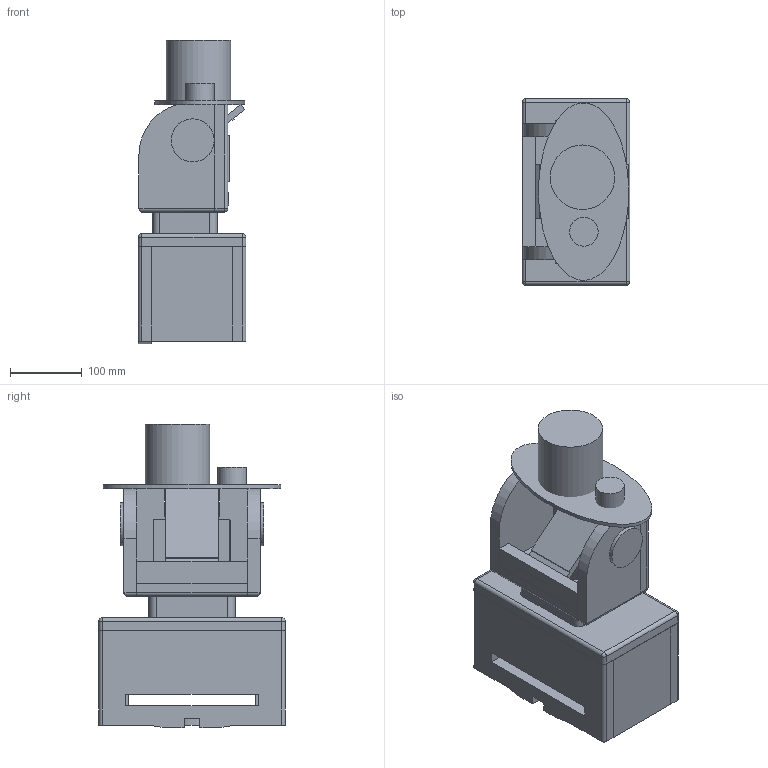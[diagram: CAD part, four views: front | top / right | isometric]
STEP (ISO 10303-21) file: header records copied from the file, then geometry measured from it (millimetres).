
FILE_DESCRIPTION(('FreeCAD Model'),'2;1');
FILE_NAME('robot_secondaire_sans_roue_sans_electronique.step','2018-10-23T22:44:14',('Author'),(''), 'Open CASCADE STEP processor 7.2','FreeCAD','Unknown');
FILE_SCHEMA(('AUTOMOTIVE_DESIGN { 1 0 10303 214 1 1 1 1 }'));
Length unit declared in the file: millimetre
Products named in the file (21): Arrêt_urgence; Support_balise; Bouche; Chapeau; Face_avant; T幨廧hone; Cou; Face_arriere; Collecteur_palets; Face_dessus; Dessous_tete; Avant_tete; Derriere_tete; Oreille001; Oreille; Oeil; Cote_tete; Corps_droite; Oeil001; Cote_tete005; Corps_droite001
Bounding box: 150.02 x 260 x 424 mm (x, y, z)
Volume: 4488306.7 mm3; surface area: 748754.6 mm2
Topology: 21 solids, 21 shells, 233 faces, 544 edges, 348 vertices
Faces by surface type: plane 183, cylinder 42, sphere 6, extrusion 2
Full cylindrical faces by diameter (mm): 16 x4, 40 x1, 48 x2, 60 x2, 90 x1
Entity records: 14080 total; most frequent: CARTESIAN_POINT 2436, DIRECTION 2125, VECTOR 1456, LINE 1454, ORIENTED_EDGE 1076, PCURVE 1076, DEFINITIONAL_REPRESENTATION 1076, EDGE_CURVE 538
